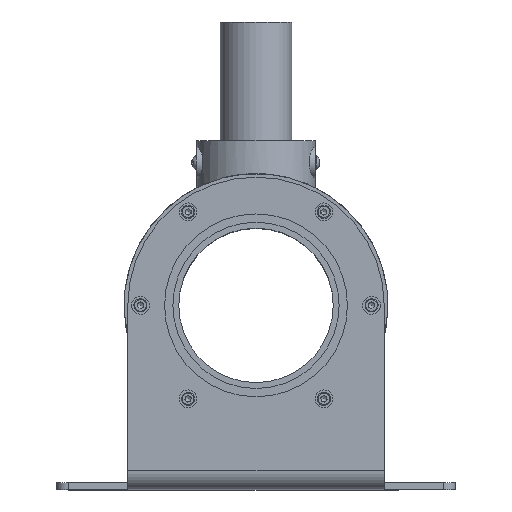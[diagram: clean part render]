
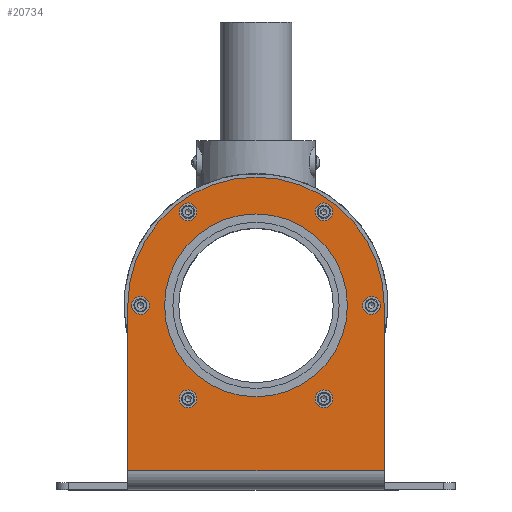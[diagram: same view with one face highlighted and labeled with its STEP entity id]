
A CAD part, top view. The second image highlights one B-rep face of the part: STEP entity #20734.
In plain terms, the highlighted planar face has unit normal (0, 0, 1).
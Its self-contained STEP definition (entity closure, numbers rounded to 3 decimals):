
#859 = ORIENTED_EDGE ( 'NONE', *, *, #15466, .F. ) ;
#1029 = CARTESIAN_POINT ( 'NONE',  ( 54.693, 133.044, 176.956 ) ) ;
#1184 = VERTEX_POINT ( 'NONE', #4753 ) ;
#1780 = DIRECTION ( 'NONE',  ( -1., 0., 0. ) ) ;
#2212 = DIRECTION ( 'NONE',  ( -1., 0., 0. ) ) ;
#2331 = EDGE_LOOP ( 'NONE', ( #20383 ) ) ;
#2435 = ORIENTED_EDGE ( 'NONE', *, *, #21442, .T. ) ;
#2568 = LINE ( 'NONE', #9474, #40116 ) ;
#2702 = FACE_BOUND ( 'NONE', #37080, .T. ) ;
#3480 = LINE ( 'NONE', #3685, #28441 ) ;
#3505 = DIRECTION ( 'NONE',  ( 0.809, -0.588, 0. ) ) ;
#3685 = CARTESIAN_POINT ( 'NONE',  ( 141.039, 16.085, 176.956 ) ) ;
#3709 = DIRECTION ( 'NONE',  ( 0., 0., 1. ) ) ;
#3780 = EDGE_LOOP ( 'NONE', ( #6527 ) ) ;
#3863 = EDGE_CURVE ( 'NONE', #1184, #1184, #29842, .T. ) ;
#4244 = DIRECTION ( 'NONE',  ( 1., 0., 0. ) ) ;
#4412 = AXIS2_PLACEMENT_3D ( 'NONE', #17820, #34449, #30681 ) ;
#4753 = CARTESIAN_POINT ( 'NONE',  ( 41.422, 91.481, 176.956 ) ) ;
#5002 = AXIS2_PLACEMENT_3D ( 'NONE', #39804, #30176, #1780 ) ;
#6527 = ORIENTED_EDGE ( 'NONE', *, *, #33360, .F. ) ;
#6705 = ORIENTED_EDGE ( 'NONE', *, *, #38821, .T. ) ;
#7581 = VERTEX_POINT ( 'NONE', #1029 ) ;
#8422 = FACE_BOUND ( 'NONE', #11585, .T. ) ;
#9034 = CARTESIAN_POINT ( 'NONE',  ( 87.039, 93.685, 176.956 ) ) ;
#9095 = DIRECTION ( 'NONE',  ( 0., -1., 0. ) ) ;
#9135 = VERTEX_POINT ( 'NONE', #33518 ) ;
#9474 = CARTESIAN_POINT ( 'NONE',  ( 33.039, 93.685, 176.956 ) ) ;
#9782 = ORIENTED_EDGE ( 'NONE', *, *, #25077, .F. ) ;
#10912 = CIRCLE ( 'NONE', #25085, 3.75 ) ;
#11147 = VERTEX_POINT ( 'NONE', #37657 ) ;
#11511 = FACE_BOUND ( 'NONE', #29718, .T. ) ;
#11585 = EDGE_LOOP ( 'NONE', ( #17356 ) ) ;
#11649 = CIRCLE ( 'NONE', #37878, 38.5 ) ;
#11944 = DIRECTION ( 'NONE',  ( -1., 0., 0. ) ) ;
#11989 = VERTEX_POINT ( 'NONE', #15260 ) ;
#12362 = CIRCLE ( 'NONE', #5002, 3.75 ) ;
#13399 = CARTESIAN_POINT ( 'NONE',  ( 87.039, 93.685, 176.956 ) ) ;
#14203 = DIRECTION ( 'NONE',  ( 0.809, 0.588, 0. ) ) ;
#14416 = CARTESIAN_POINT ( 'NONE',  ( 135.689, 93.685, 176.956 ) ) ;
#15260 = CARTESIAN_POINT ( 'NONE',  ( 33.039, 24.085, 176.956 ) ) ;
#15307 = FACE_BOUND ( 'NONE', #20061, .T. ) ;
#15466 = EDGE_CURVE ( 'NONE', #33457, #33457, #31642, .T. ) ;
#15498 = FACE_OUTER_BOUND ( 'NONE', #30693, .T. ) ;
#16381 = EDGE_CURVE ( 'NONE', #26964, #26964, #35076, .T. ) ;
#17356 = ORIENTED_EDGE ( 'NONE', *, *, #41010, .F. ) ;
#17820 = CARTESIAN_POINT ( 'NONE',  ( 58.443, 54.326, 176.956 ) ) ;
#18303 = CARTESIAN_POINT ( 'NONE',  ( 138.722, 95.889, 176.956 ) ) ;
#18926 = VECTOR ( 'NONE', #4244, 1000. ) ;
#19473 = DIRECTION ( 'NONE',  ( 0., 1., 0. ) ) ;
#20009 = VERTEX_POINT ( 'NONE', #32846 ) ;
#20061 = EDGE_LOOP ( 'NONE', ( #35951 ) ) ;
#20374 = AXIS2_PLACEMENT_3D ( 'NONE', #32929, #22634, #3505 ) ;
#20383 = ORIENTED_EDGE ( 'NONE', *, *, #20847, .F. ) ;
#20629 = CARTESIAN_POINT ( 'NONE',  ( 115.634, 136.794, 176.956 ) ) ;
#20734 = ADVANCED_FACE ( 'NONE', ( #15498, #31527, #8422, #15307, #11511, #2702, #21393, #30905 ), #27972, .F. ) ;
#20847 = EDGE_CURVE ( 'NONE', #20009, #20009, #11649, .T. ) ;
#21393 = FACE_BOUND ( 'NONE', #3780, .T. ) ;
#21442 = EDGE_CURVE ( 'NONE', #37144, #11989, #2568, .T. ) ;
#21736 = CARTESIAN_POINT ( 'NONE',  ( 141.039, 24.085, 176.956 ) ) ;
#21975 = DIRECTION ( 'NONE',  ( 0., 1., 0. ) ) ;
#22634 = DIRECTION ( 'NONE',  ( 0., 0., 1. ) ) ;
#23907 = CIRCLE ( 'NONE', #25268, 54. ) ;
#24984 = AXIS2_PLACEMENT_3D ( 'NONE', #38403, #3709, #19473 ) ;
#25077 = EDGE_CURVE ( 'NONE', #11147, #11147, #39989, .T. ) ;
#25085 = AXIS2_PLACEMENT_3D ( 'NONE', #14416, #40089, #14203 ) ;
#25268 = AXIS2_PLACEMENT_3D ( 'NONE', #27675, #31032, #2212 ) ;
#25377 = EDGE_CURVE ( 'NONE', #9135, #37144, #23907, .T. ) ;
#25436 = VERTEX_POINT ( 'NONE', #21736 ) ;
#26242 = DIRECTION ( 'NONE',  ( 1., 0., 0. ) ) ;
#26256 = CARTESIAN_POINT ( 'NONE',  ( 115.634, 54.326, 176.956 ) ) ;
#26562 = LINE ( 'NONE', #33063, #18926 ) ;
#26964 = VERTEX_POINT ( 'NONE', #20629 ) ;
#27675 = CARTESIAN_POINT ( 'NONE',  ( 87.039, 93.685, 176.956 ) ) ;
#27972 = PLANE ( 'NONE',  #30107 ) ;
#28441 = VECTOR ( 'NONE', #21975, 1000. ) ;
#28980 = AXIS2_PLACEMENT_3D ( 'NONE', #26256, #30257, #36321 ) ;
#29718 = EDGE_LOOP ( 'NONE', ( #9782 ) ) ;
#29842 = CIRCLE ( 'NONE', #20374, 3.75 ) ;
#29928 = CARTESIAN_POINT ( 'NONE',  ( 119.201, 53.167, 176.956 ) ) ;
#30107 = AXIS2_PLACEMENT_3D ( 'NONE', #9034, #37814, #11944 ) ;
#30176 = DIRECTION ( 'NONE',  ( 0., 0., 1. ) ) ;
#30257 = DIRECTION ( 'NONE',  ( 0., 0., 1. ) ) ;
#30681 = DIRECTION ( 'NONE',  ( 0.951, 0.309, 0. ) ) ;
#30693 = EDGE_LOOP ( 'NONE', ( #6705, #39758, #33130, #2435 ) ) ;
#30905 = FACE_BOUND ( 'NONE', #35279, .T. ) ;
#31032 = DIRECTION ( 'NONE',  ( 0., 0., 1. ) ) ;
#31527 = FACE_BOUND ( 'NONE', #2331, .T. ) ;
#31642 = CIRCLE ( 'NONE', #28980, 3.75 ) ;
#32612 = CARTESIAN_POINT ( 'NONE',  ( 33.039, 93.685, 176.956 ) ) ;
#32846 = CARTESIAN_POINT ( 'NONE',  ( 125.539, 93.685, 176.956 ) ) ;
#32929 = CARTESIAN_POINT ( 'NONE',  ( 38.389, 93.685, 176.956 ) ) ;
#33063 = CARTESIAN_POINT ( 'NONE',  ( 33.039, 24.085, 176.956 ) ) ;
#33130 = ORIENTED_EDGE ( 'NONE', *, *, #25377, .T. ) ;
#33360 = EDGE_CURVE ( 'NONE', #34312, #34312, #10912, .T. ) ;
#33457 = VERTEX_POINT ( 'NONE', #29928 ) ;
#33497 = EDGE_CURVE ( 'NONE', #25436, #9135, #3480, .T. ) ;
#33518 = CARTESIAN_POINT ( 'NONE',  ( 141.039, 93.685, 176.956 ) ) ;
#34312 = VERTEX_POINT ( 'NONE', #18303 ) ;
#34449 = DIRECTION ( 'NONE',  ( 0., 0., 1. ) ) ;
#35076 = CIRCLE ( 'NONE', #24984, 3.75 ) ;
#35279 = EDGE_LOOP ( 'NONE', ( #859 ) ) ;
#35292 = DIRECTION ( 'NONE',  ( 0., 0., 1. ) ) ;
#35951 = ORIENTED_EDGE ( 'NONE', *, *, #3863, .F. ) ;
#36004 = ORIENTED_EDGE ( 'NONE', *, *, #16381, .F. ) ;
#36321 = DIRECTION ( 'NONE',  ( 0.951, -0.309, 0. ) ) ;
#37080 = EDGE_LOOP ( 'NONE', ( #36004 ) ) ;
#37144 = VERTEX_POINT ( 'NONE', #32612 ) ;
#37657 = CARTESIAN_POINT ( 'NONE',  ( 62.009, 55.485, 176.956 ) ) ;
#37814 = DIRECTION ( 'NONE',  ( 0., 0., -1. ) ) ;
#37878 = AXIS2_PLACEMENT_3D ( 'NONE', #13399, #35292, #26242 ) ;
#38403 = CARTESIAN_POINT ( 'NONE',  ( 115.634, 133.044, 176.956 ) ) ;
#38821 = EDGE_CURVE ( 'NONE', #11989, #25436, #26562, .T. ) ;
#39758 = ORIENTED_EDGE ( 'NONE', *, *, #33497, .T. ) ;
#39804 = CARTESIAN_POINT ( 'NONE',  ( 58.443, 133.044, 176.956 ) ) ;
#39989 = CIRCLE ( 'NONE', #4412, 3.75 ) ;
#40089 = DIRECTION ( 'NONE',  ( 0., 0., 1. ) ) ;
#40116 = VECTOR ( 'NONE', #9095, 1000. ) ;
#41010 = EDGE_CURVE ( 'NONE', #7581, #7581, #12362, .T. ) ;
